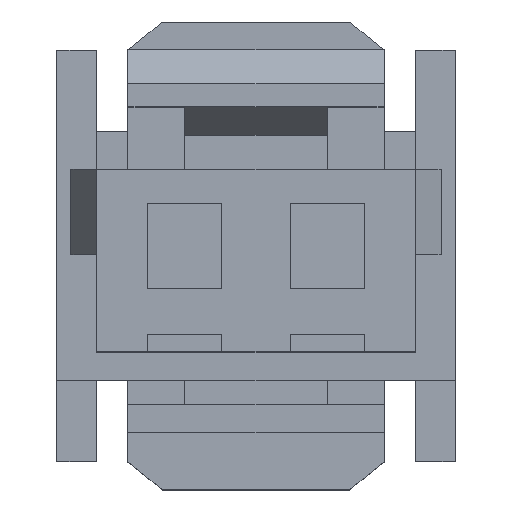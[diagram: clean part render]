
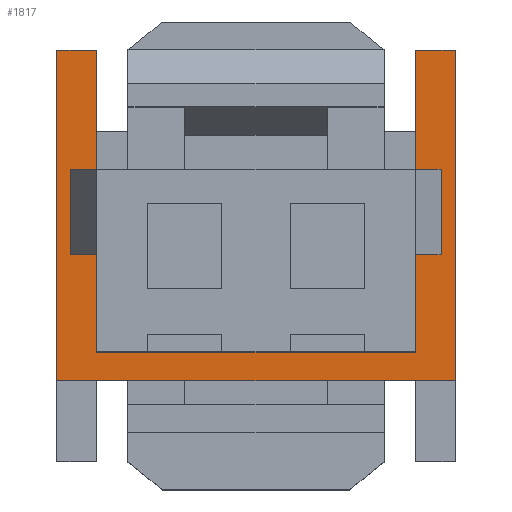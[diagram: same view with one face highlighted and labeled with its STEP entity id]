
A CAD part, top view. The second image highlights one B-rep face of the part: STEP entity #1817.
In plain terms, the highlighted planar face has unit normal (0, 0, 1).
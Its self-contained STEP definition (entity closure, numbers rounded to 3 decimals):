
#22 = LINE ( 'NONE', #1611, #23 ) ;
#23 = VECTOR ( 'NONE', #1612, 1000. ) ;
#28 = LINE ( 'NONE', #1620, #29 ) ;
#29 = VECTOR ( 'NONE', #1621, 1000. ) ;
#34 = LINE ( 'NONE', #1628, #35 ) ;
#35 = VECTOR ( 'NONE', #1629, 1000. ) ;
#44 = LINE ( 'NONE', #1644, #45 ) ;
#45 = VECTOR ( 'NONE', #1645, 1000. ) ;
#63 = FACE_OUTER_BOUND ( 'NONE', #2020, .T. ) ;
#325 = EDGE_CURVE ( 'NONE', #2399, #2359, #689, .T. ) ;
#334 = AXIS2_PLACEMENT_3D ( 'NONE', #1677, #1679, #1681 ) ;
#602 = EDGE_CURVE ( 'NONE', #2460, #2388, #923, .T. ) ;
#607 = EDGE_CURVE ( 'NONE', #2428, #2395, #933, .T. ) ;
#620 = EDGE_CURVE ( 'NONE', #2359, #2416, #959, .T. ) ;
#621 = EDGE_CURVE ( 'NONE', #2395, #2460, #961, .T. ) ;
#642 = EDGE_CURVE ( 'NONE', #2428, #2399, #1003, .T. ) ;
#650 = EDGE_CURVE ( 'NONE', #2388, #2279, #22, .T. ) ;
#653 = EDGE_CURVE ( 'NONE', #2465, #2416, #28, .T. ) ;
#656 = EDGE_CURVE ( 'NONE', #2279, #2419, #34, .T. ) ;
#661 = EDGE_CURVE ( 'NONE', #2419, #2465, #44, .T. ) ;
#689 = LINE ( 'NONE', #2324, #690 ) ;
#690 = VECTOR ( 'NONE', #2402, 1000. ) ;
#923 = LINE ( 'NONE', #1010, #924 ) ;
#924 = VECTOR ( 'NONE', #1014, 1000. ) ;
#933 = LINE ( 'NONE', #1008, #934 ) ;
#934 = VECTOR ( 'NONE', #1231, 1000. ) ;
#959 = LINE ( 'NONE', #1101, #960 ) ;
#960 = VECTOR ( 'NONE', #1098, 1000. ) ;
#961 = LINE ( 'NONE', #1060, #962 ) ;
#962 = VECTOR ( 'NONE', #1112, 1000. ) ;
#1003 = LINE ( 'NONE', #1585, #1004 ) ;
#1004 = VECTOR ( 'NONE', #1587, 1000. ) ;
#1008 = CARTESIAN_POINT ( 'NONE',  ( 2.8, 1.6, -6.5 ) ) ;
#1010 = CARTESIAN_POINT ( 'NONE',  ( 3.5, 3.7, -6.5 ) ) ;
#1014 = DIRECTION ( 'NONE',  ( 0., -1., 0. ) ) ;
#1060 = CARTESIAN_POINT ( 'NONE',  ( 2.8, 3.7, -6.5 ) ) ;
#1098 = DIRECTION ( 'NONE',  ( 0., 1., 0. ) ) ;
#1101 = CARTESIAN_POINT ( 'NONE',  ( -2.8, 1.6, -6.5 ) ) ;
#1112 = DIRECTION ( 'NONE',  ( 1., 0., 0. ) ) ;
#1231 = DIRECTION ( 'NONE',  ( 0., 1., 0. ) ) ;
#1558 = ORIENTED_EDGE ( 'NONE', *, *, #325, .T. ) ;
#1559 = ORIENTED_EDGE ( 'NONE', *, *, #620, .T. ) ;
#1560 = ORIENTED_EDGE ( 'NONE', *, *, #653, .F. ) ;
#1561 = ORIENTED_EDGE ( 'NONE', *, *, #661, .F. ) ;
#1562 = ORIENTED_EDGE ( 'NONE', *, *, #656, .F. ) ;
#1563 = ORIENTED_EDGE ( 'NONE', *, *, #650, .F. ) ;
#1564 = ORIENTED_EDGE ( 'NONE', *, *, #602, .F. ) ;
#1565 = ORIENTED_EDGE ( 'NONE', *, *, #621, .F. ) ;
#1566 = ORIENTED_EDGE ( 'NONE', *, *, #607, .F. ) ;
#1567 = ORIENTED_EDGE ( 'NONE', *, *, #642, .T. ) ;
#1585 = CARTESIAN_POINT ( 'NONE',  ( 2.8, 1.6, -6.5 ) ) ;
#1587 = DIRECTION ( 'NONE',  ( 0., -1., 0. ) ) ;
#1611 = CARTESIAN_POINT ( 'NONE',  ( -3.5, -2.1, -6.5 ) ) ;
#1612 = DIRECTION ( 'NONE',  ( -1., 0., 0. ) ) ;
#1620 = CARTESIAN_POINT ( 'NONE',  ( -2.8, 1.6, -6.5 ) ) ;
#1621 = DIRECTION ( 'NONE',  ( 0., -1., 0. ) ) ;
#1628 = CARTESIAN_POINT ( 'NONE',  ( -3.5, 3.7, -6.5 ) ) ;
#1629 = DIRECTION ( 'NONE',  ( 0., 1., 0. ) ) ;
#1644 = CARTESIAN_POINT ( 'NONE',  ( -3.5, 3.7, -6.5 ) ) ;
#1645 = DIRECTION ( 'NONE',  ( 1., 0., 0. ) ) ;
#1676 = PLANE ( 'NONE',  #334 ) ;
#1677 = CARTESIAN_POINT ( 'NONE',  ( -3.5, -2.1, -6.5 ) ) ;
#1679 = DIRECTION ( 'NONE',  ( 0., 0., 1. ) ) ;
#1681 = DIRECTION ( 'NONE',  ( 1., 0., 0. ) ) ;
#1817 = ADVANCED_FACE ( 'NONE', ( #63 ), #1676, .T. ) ;
#1866 = CARTESIAN_POINT ( 'NONE',  ( -3.5, -2.1, -6.5 ) ) ;
#2020 = EDGE_LOOP ( 'NONE', ( #1558, #1559, #1560, #1561, #1562, #1563, #1564, #1565, #1566, #1567 ) ) ;
#2148 = CARTESIAN_POINT ( 'NONE',  ( 2.8, 1.6, -6.5 ) ) ;
#2159 = CARTESIAN_POINT ( 'NONE',  ( -2.8, 3.7, -6.5 ) ) ;
#2165 = CARTESIAN_POINT ( 'NONE',  ( 3.5, 3.7, -6.5 ) ) ;
#2181 = CARTESIAN_POINT ( 'NONE',  ( 3.5, -2.1, -6.5 ) ) ;
#2202 = CARTESIAN_POINT ( 'NONE',  ( -2.8, -1.6, -6.5 ) ) ;
#2279 = VERTEX_POINT ( 'NONE', #1866 ) ;
#2324 = CARTESIAN_POINT ( 'NONE',  ( -2.8, -1.6, -6.5 ) ) ;
#2359 = VERTEX_POINT ( 'NONE', #2202 ) ;
#2388 = VERTEX_POINT ( 'NONE', #2181 ) ;
#2395 = VERTEX_POINT ( 'NONE', #2667 ) ;
#2399 = VERTEX_POINT ( 'NONE', #2659 ) ;
#2402 = DIRECTION ( 'NONE',  ( -1., 0., 0. ) ) ;
#2416 = VERTEX_POINT ( 'NONE', #2655 ) ;
#2419 = VERTEX_POINT ( 'NONE', #2646 ) ;
#2428 = VERTEX_POINT ( 'NONE', #2148 ) ;
#2460 = VERTEX_POINT ( 'NONE', #2165 ) ;
#2465 = VERTEX_POINT ( 'NONE', #2159 ) ;
#2646 = CARTESIAN_POINT ( 'NONE',  ( -3.5, 3.7, -6.5 ) ) ;
#2655 = CARTESIAN_POINT ( 'NONE',  ( -2.8, 1.6, -6.5 ) ) ;
#2659 = CARTESIAN_POINT ( 'NONE',  ( 2.8, -1.6, -6.5 ) ) ;
#2667 = CARTESIAN_POINT ( 'NONE',  ( 2.8, 3.7, -6.5 ) ) ;
